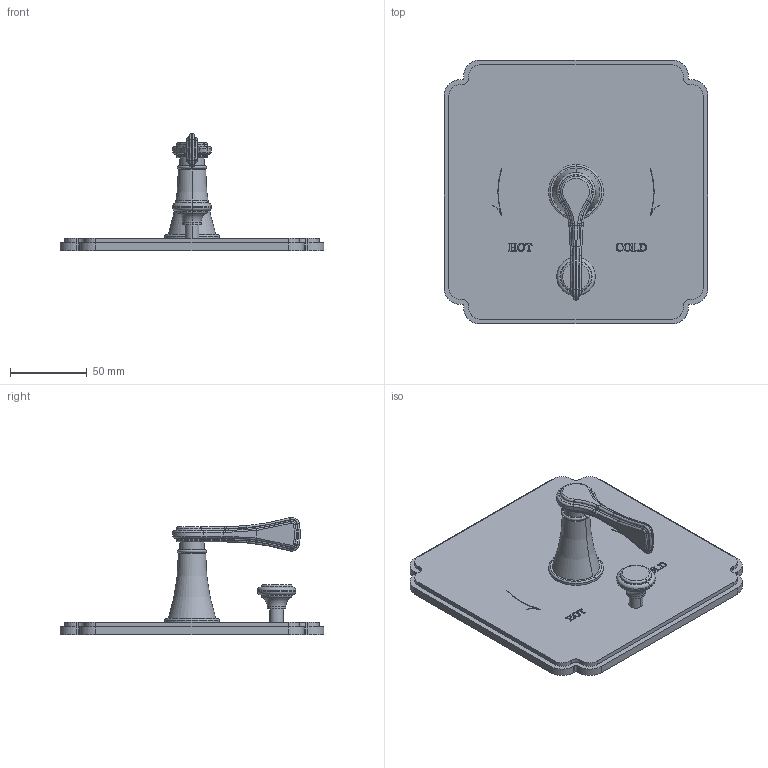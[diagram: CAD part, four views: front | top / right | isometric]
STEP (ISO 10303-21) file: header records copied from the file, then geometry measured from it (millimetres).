
FILE_DESCRIPTION((''),'2;1');
FILE_NAME('5-2532BP','2021-06-08T13:53:06',('jinson.thomas'),(''),'CREO PARAMETRIC BY PTC INC, 2018400','CREO PARAMETRIC BY PTC INC, 2018400','');
FILE_SCHEMA(('CONFIG_CONTROL_DESIGN'));
Length unit declared in the file: inch
Products named in the file (1): 5-2532BP
Bounding box: 171.45 x 171.45 x 76.2 mm (x, y, z)
Volume: 255806.5 mm3; surface area: 70675.9 mm2
Topology: 1 solids, 1 shells, 380 faces, 979 edges, 624 vertices
Faces by surface type: plane 113, extrusion 99, cylinder 63, bspline 57, torus 48
Entity records: 14275 total; most frequent: CARTESIAN_POINT 5547, ORIENTED_EDGE 1958, DIRECTION 1518, EDGE_CURVE 979, VERTEX_POINT 624, VECTOR 510, AXIS2_PLACEMENT_3D 504, LINE 411
